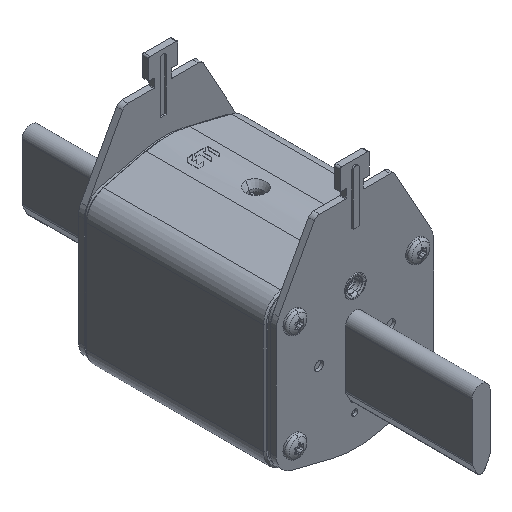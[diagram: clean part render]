
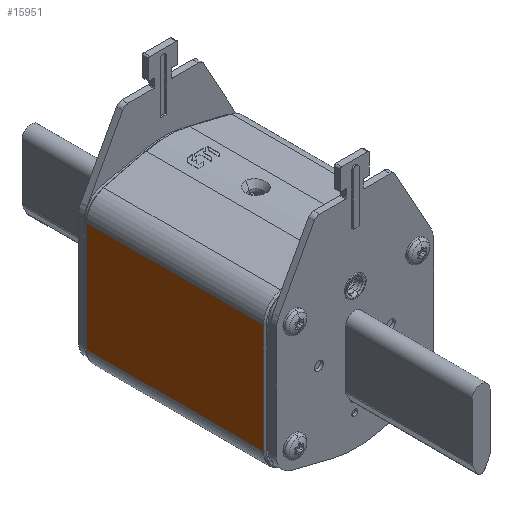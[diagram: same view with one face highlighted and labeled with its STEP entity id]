
A CAD part, isometric view. The second image highlights one B-rep face of the part: STEP entity #15951.
In plain terms, the highlighted planar face has unit normal (-1, 0, 0).
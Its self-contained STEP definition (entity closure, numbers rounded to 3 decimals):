
#1632=DIRECTION('',(0.,0.,1.));
#1633=VECTOR('',#1632,36.7);
#1634=CARTESIAN_POINT('',(-27.,-0.5,-18.35));
#1635=LINE('',#1634,#1633);
#1636=DIRECTION('',(0.,-1.,0.));
#1637=VECTOR('',#1636,59.);
#1638=CARTESIAN_POINT('',(-27.,-0.5,-18.35));
#1639=LINE('',#1638,#1637);
#1640=DIRECTION('',(0.,-1.,0.));
#1641=VECTOR('',#1640,59.);
#1642=CARTESIAN_POINT('',(-27.,-0.5,18.35));
#1643=LINE('',#1642,#1641);
#2533=DIRECTION('',(0.,0.,1.));
#2534=VECTOR('',#2533,36.7);
#2535=CARTESIAN_POINT('',(-27.,-59.5,-18.35));
#2536=LINE('',#2535,#2534);
#12044=CARTESIAN_POINT('',(-27.,-0.5,-18.35));
#12045=CARTESIAN_POINT('',(-27.,-0.5,18.35));
#12046=VERTEX_POINT('',#12044);
#12047=VERTEX_POINT('',#12045);
#12092=CARTESIAN_POINT('',(-27.,-59.5,-18.35));
#12093=CARTESIAN_POINT('',(-27.,-59.5,18.35));
#12094=VERTEX_POINT('',#12092);
#12095=VERTEX_POINT('',#12093);
#15937=CARTESIAN_POINT('',(-27.,0.,-18.35));
#15938=DIRECTION('',(-1.,0.,0.));
#15939=DIRECTION('',(0.,0.,1.));
#15940=AXIS2_PLACEMENT_3D('',#15937,#15938,#15939);
#15941=PLANE('',#15940);
#15942=ORIENTED_EDGE('',*,*,#15931,.T.);
#15944=ORIENTED_EDGE('',*,*,#15943,.T.);
#15946=ORIENTED_EDGE('',*,*,#15945,.F.);
#15948=ORIENTED_EDGE('',*,*,#15947,.F.);
#15949=EDGE_LOOP('',(#15942,#15944,#15946,#15948));
#15950=FACE_OUTER_BOUND('',#15949,.F.);
#15931=EDGE_CURVE('',#12046,#12047,#1635,.T.);
#15943=EDGE_CURVE('',#12047,#12095,#1643,.T.);
#15945=EDGE_CURVE('',#12094,#12095,#2536,.T.);
#15947=EDGE_CURVE('',#12046,#12094,#1639,.T.);
#15951=ADVANCED_FACE('',(#15950),#15941,.T.);
